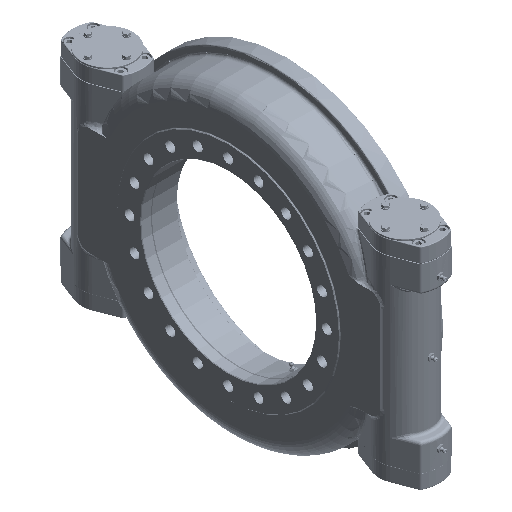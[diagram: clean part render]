
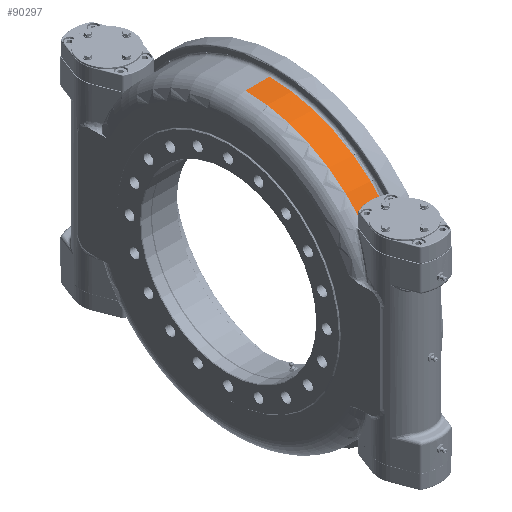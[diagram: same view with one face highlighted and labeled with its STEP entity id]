
A CAD part, isometric view. The second image highlights one B-rep face of the part: STEP entity #90297.
In plain terms, the highlighted cylindrical face has radius 275 mm (diameter 550 mm), a partial arc.
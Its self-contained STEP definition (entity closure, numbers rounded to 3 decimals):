
#1602 = VERTEX_POINT ( 'NONE', #78313 ) ;
#2686 = DIRECTION ( 'NONE',  ( 0., 0., 1. ) ) ;
#3347 = ORIENTED_EDGE ( 'NONE', *, *, #58754, .F. ) ;
#3799 = VERTEX_POINT ( 'NONE', #84784 ) ;
#4043 = CARTESIAN_POINT ( 'NONE',  ( 12.759, -211.726, 175.491 ) ) ;
#4368 = CARTESIAN_POINT ( 'NONE',  ( -10.362, -211.272, 176.038 ) ) ;
#12212 = CARTESIAN_POINT ( 'NONE',  ( 9.917, -211.223, 176.097 ) ) ;
#12558 = CARTESIAN_POINT ( 'NONE',  ( -15., -212.216, 174.898 ) ) ;
#18151 = DIRECTION ( 'NONE',  ( -1., 0., 0. ) ) ;
#18725 = CARTESIAN_POINT ( 'NONE',  ( -19.5, -213.463, 173.374 ) ) ;
#20400 = CARTESIAN_POINT ( 'NONE',  ( 5.134, -210.643, 176.789 ) ) ;
#20752 = CARTESIAN_POINT ( 'NONE',  ( -17.724, -212.925, 174.035 ) ) ;
#23968 = CARTESIAN_POINT ( 'NONE',  ( 25., 0., 275. ) ) ;
#25766 = DIRECTION ( 'NONE',  ( -1., 0., 0. ) ) ;
#26530 = B_SPLINE_CURVE_WITH_KNOTS ( 'NONE', 3,
 ( #68798, #93098, #101585, #52850, #4043, #60992, #12212, #69160, #20400, #77353, #28620, #85563, #36842, #93766, #45021, #101939, #53199, #4368, #61348, #12558, #69502, #20752, #77718, #28968 ),
 .UNSPECIFIED., .F., .F.,
 ( 4, 2, 2, 2, 2, 2, 2, 2, 2, 2, 2, 4 ),
 ( 0., 0.012, 0.015, 0.017, 0.023, 0.029, 0.031, 0.032, 0.035, 0.041, 0.044, 0.047 ),
 .UNSPECIFIED. ) ;
#28620 = CARTESIAN_POINT ( 'NONE',  ( -0.681, -210.443, 177.028 ) ) ;
#28968 = CARTESIAN_POINT ( 'NONE',  ( -19.5, -213.463, 173.374 ) ) ;
#36005 = ORIENTED_EDGE ( 'NONE', *, *, #101595, .T. ) ;
#36842 = CARTESIAN_POINT ( 'NONE',  ( -3.624, -210.568, 176.879 ) ) ;
#37536 = VECTOR ( 'NONE', #42585, 1000. ) ;
#37832 = CYLINDRICAL_SURFACE ( 'NONE', #94069, 275. ) ;
#40885 = EDGE_LOOP ( 'NONE', ( #43912, #36005, #45670, #3347 ) ) ;
#42585 = DIRECTION ( 'NONE',  ( -1., 0., 0. ) ) ;
#42935 = FACE_OUTER_BOUND ( 'NONE', #40885, .T. ) ;
#43912 = ORIENTED_EDGE ( 'NONE', *, *, #100478, .T. ) ;
#45021 = CARTESIAN_POINT ( 'NONE',  ( -5.088, -210.667, 176.761 ) ) ;
#45670 = ORIENTED_EDGE ( 'NONE', *, *, #79439, .F. ) ;
#50908 = VERTEX_POINT ( 'NONE', #23968 ) ;
#51496 = DIRECTION ( 'NONE',  ( -1., 0., 0. ) ) ;
#52850 = CARTESIAN_POINT ( 'NONE',  ( 13.69, -211.92, 175.257 ) ) ;
#53199 = CARTESIAN_POINT ( 'NONE',  ( -7.503, -210.896, 176.487 ) ) ;
#58754 = EDGE_CURVE ( 'NONE', #1602, #92335, #26530, .T. ) ;
#60992 = CARTESIAN_POINT ( 'NONE',  ( 10.869, -211.377, 175.911 ) ) ;
#61348 = CARTESIAN_POINT ( 'NONE',  ( -12.236, -211.603, 175.64 ) ) ;
#64191 = LINE ( 'NONE', #90976, #37536 ) ;
#66894 = CARTESIAN_POINT ( 'NONE',  ( 25., 0., 0. ) ) ;
#68798 = CARTESIAN_POINT ( 'NONE',  ( 25., -215.469, 170.875 ) ) ;
#69160 = CARTESIAN_POINT ( 'NONE',  ( 7.055, -210.824, 176.574 ) ) ;
#69502 = CARTESIAN_POINT ( 'NONE',  ( -15.913, -212.44, 174.626 ) ) ;
#74490 = CARTESIAN_POINT ( 'NONE',  ( -19.5, 0., 0. ) ) ;
#74878 = CIRCLE ( 'NONE', #94365, 275. ) ;
#75097 = DIRECTION ( 'NONE',  ( 0., 0., 1. ) ) ;
#76706 = AXIS2_PLACEMENT_3D ( 'NONE', #66894, #18151, #75097 ) ;
#77353 = CARTESIAN_POINT ( 'NONE',  ( 1.266, -210.452, 177.016 ) ) ;
#77718 = CARTESIAN_POINT ( 'NONE',  ( -18.619, -213.186, 173.715 ) ) ;
#78313 = CARTESIAN_POINT ( 'NONE',  ( 25., -215.469, 170.875 ) ) ;
#79439 = EDGE_CURVE ( 'NONE', #92335, #3799, #74878, .T. ) ;
#82710 = DIRECTION ( 'NONE',  ( 0., 0., 1. ) ) ;
#84784 = CARTESIAN_POINT ( 'NONE',  ( -19.5, 0., 275. ) ) ;
#85563 = CARTESIAN_POINT ( 'NONE',  ( -3.132, -210.543, 176.909 ) ) ;
#90297 = ADVANCED_FACE ( 'NONE', ( #42935 ), #37832, .T. ) ;
#90976 = CARTESIAN_POINT ( 'NONE',  ( -88.307, 0., 275. ) ) ;
#92335 = VERTEX_POINT ( 'NONE', #18725 ) ;
#93098 = CARTESIAN_POINT ( 'NONE',  ( 21.733, -214.108, 172.591 ) ) ;
#93766 = CARTESIAN_POINT ( 'NONE',  ( -4.601, -210.63, 176.805 ) ) ;
#94069 = AXIS2_PLACEMENT_3D ( 'NONE', #99909, #51496, #2686 ) ;
#94365 = AXIS2_PLACEMENT_3D ( 'NONE', #74490, #25766, #82710 ) ;
#99909 = CARTESIAN_POINT ( 'NONE',  ( -88.307, 0., 0. ) ) ;
#100122 = CIRCLE ( 'NONE', #76706, 275. ) ;
#100478 = EDGE_CURVE ( 'NONE', #1602, #50908, #100122, .T. ) ;
#101585 = CARTESIAN_POINT ( 'NONE',  ( 18.277, -212.978, 173.975 ) ) ;
#101595 = EDGE_CURVE ( 'NONE', #50908, #3799, #64191, .T. ) ;
#101939 = CARTESIAN_POINT ( 'NONE',  ( -6.542, -210.792, 176.612 ) ) ;
